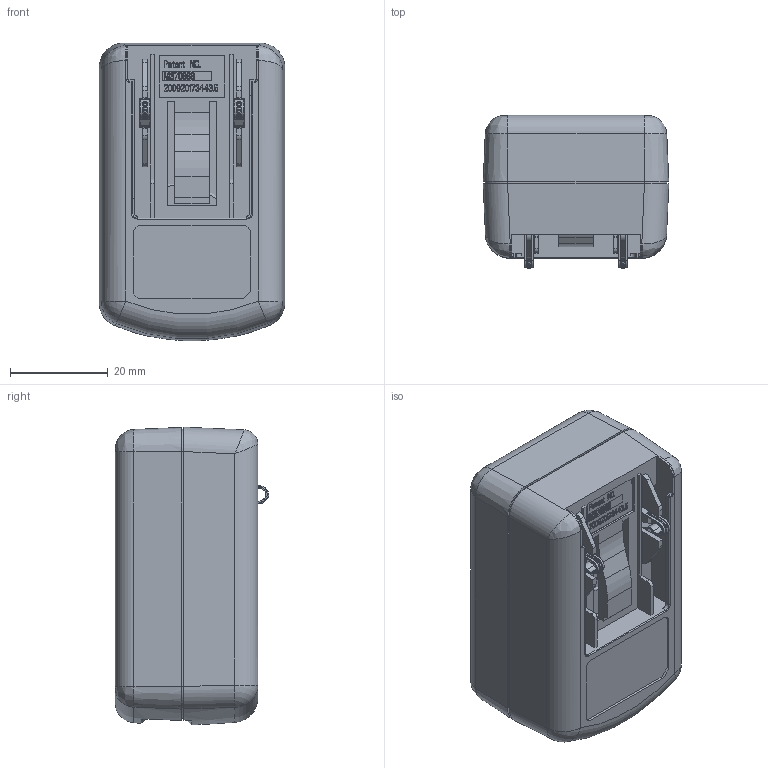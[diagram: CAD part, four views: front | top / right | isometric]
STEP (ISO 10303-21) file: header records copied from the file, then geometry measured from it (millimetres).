
FILE_DESCRIPTION((''),'2;1');
FILE_NAME('GT-86100-10VV-USB-G_G-BLADE_ASM_ASM','2022-09-23T10:58:48',('jirenqiang'),(''),'CREO PARAMETRIC BY PTC INC, 2018050','CREO PARAMETRIC BY PTC INC, 2018050','');
FILE_SCHEMA(('CONFIG_CONTROL_DESIGN'));
Products named in the file (31): PCB-AF_3_1_1; PCB-AF_3_2_1; PCB-AF_3_ASM_1_ASM; MSBR-6_2-AF_1_1; MSBR-5_1-AF_1_1; MSBR-4_1-AF_1_1; MSBR-3_1-AF_1_1; MSBR-2_1-AF_1_1; MSBR-1_2-AF_1_1; ASM0001_ASM_2-AF_ASM_1_ASM; USBAF_ASM_ASM_1_ASM; 24P004000-46H-AF_ASM_1_ASM_1_ASM; PCB-AF_ASM_2_ASM_1_ASM; BOT-NEW-AF_2_1_1; BOT-NEW-AF_2_2_1; BOT-NEW-AF_2_3_1; BOT-NEW-AF_2_4_1; BOT-NEW-AF_2_5_1; BOT-NEW-AF_2_6_1; BOT-NEW-AF_2_7_1; BOT-NEW-AF_2_8_1; BOT-NEW-AF_2_9_1; BOT-NEW-AF_2_10_1; BOT-NEW-AF_2_11_1; BOT-NEW-AF_2_ASM_1_ASM; SPRING-AF_1_1; ML-AF_2_1; TOP-NEW_1_1; AF_ASM__ASM_1_ASM; GT-86100-10VV-USB-G_G-BLADE_A_1_ASM; GT-86100-10VV-USB-G_G-BLADE_ASM_ASM
Assembly tree (31 placements, depth 8):
  GT-86100-10VV-USB-G_G-BLADE_ASM_ASM
    GT-86100-10VV-USB-G_G-BLADE_A_1_ASM
      AF_ASM__ASM_1_ASM
        PCB-AF_ASM_2_ASM_1_ASM
          PCB-AF_3_ASM_1_ASM
            PCB-AF_3_1_1
            PCB-AF_3_2_1
          24P004000-46H-AF_ASM_1_ASM_1_ASM
            USBAF_ASM_ASM_1_ASM
              ASM0001_ASM_2-AF_ASM_1_ASM
                MSBR-6_2-AF_1_1
                MSBR-5_1-AF_1_1
                MSBR-4_1-AF_1_1
                MSBR-3_1-AF_1_1
                MSBR-2_1-AF_1_1
                MSBR-1_2-AF_1_1
        BOT-NEW-AF_2_ASM_1_ASM
          BOT-NEW-AF_2_1_1
          BOT-NEW-AF_2_2_1
          BOT-NEW-AF_2_3_1
          BOT-NEW-AF_2_4_1
          BOT-NEW-AF_2_5_1
          BOT-NEW-AF_2_6_1
          BOT-NEW-AF_2_7_1
          BOT-NEW-AF_2_8_1
          BOT-NEW-AF_2_9_1
          BOT-NEW-AF_2_10_1
          BOT-NEW-AF_2_11_1
        SPRING-AF_1_1  x2
        ML-AF_2_1
        TOP-NEW_1_1
Bounding box: 38 x 31.4 x 60.93 mm (x, y, z)
Volume: 26767.6 mm3; surface area: 30779.3 mm2
Topology: 23 solids, 23 shells, 2725 faces, 7522 edges, 4884 vertices
Faces by surface type: plane 1903, cylinder 488, extrusion 132, bspline 128, torus 44, cone 24, sphere 6
Entity records: 87574 total; most frequent: CARTESIAN_POINT 21143, ORIENTED_EDGE 14338, DIRECTION 12649, EDGE_CURVE 7169, VECTOR 5697, LINE 5565, VERTEX_POINT 4671, AXIS2_PLACEMENT_3D 3476
